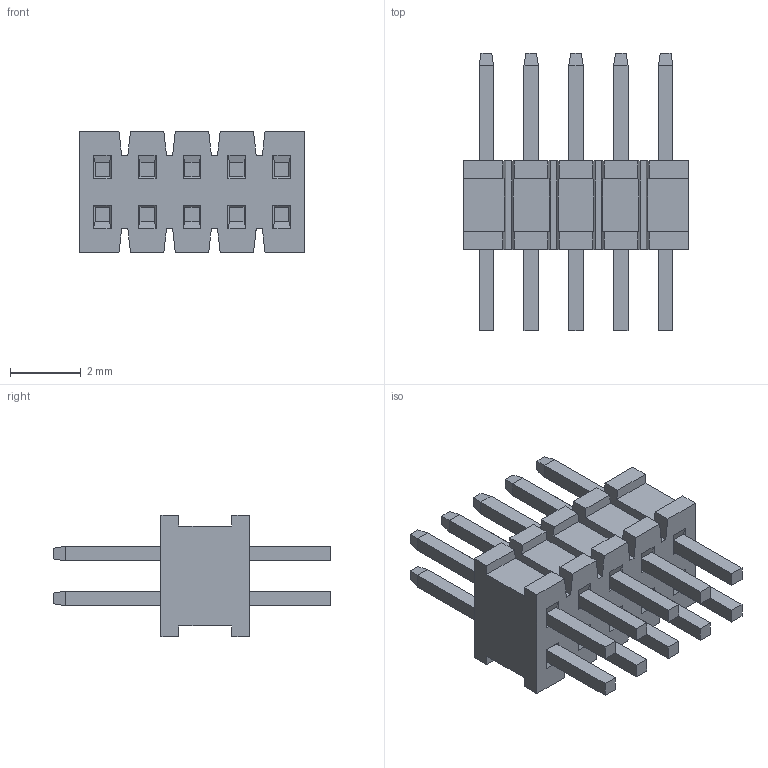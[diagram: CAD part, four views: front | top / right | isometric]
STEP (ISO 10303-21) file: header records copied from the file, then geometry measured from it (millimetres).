
FILE_DESCRIPTION (( 'STEP AP214' ), '1' );
FILE_NAME ('FTSH-105-01-F-D-K.STEP', '2022-06-14T13:47:43', ( '' ), ( '' ), 'SwSTEP 2.0', 'SolidWorks 2018', '' );
FILE_SCHEMA (( 'AUTOMOTIVE_DESIGN' ));
Length unit declared in the file: millimetre
Products named in the file (1): FTSH-105-01-F-D-K
Bounding box: 6.35 x 7.86 x 3.43 mm (x, y, z)
Volume: 55.2 mm3; surface area: 278.2 mm2
Topology: 11 solids, 11 shells, 298 faces, 708 edges, 432 vertices
Faces by surface type: plane 298
Entity records: 11694 total; most frequent: CARTESIAN_POINT 1439, ORIENTED_EDGE 1416, DIRECTION 1306, EDGE_CURVE 708, LINE 708, VECTOR 708, VERTEX_POINT 432, EDGE_LOOP 318
